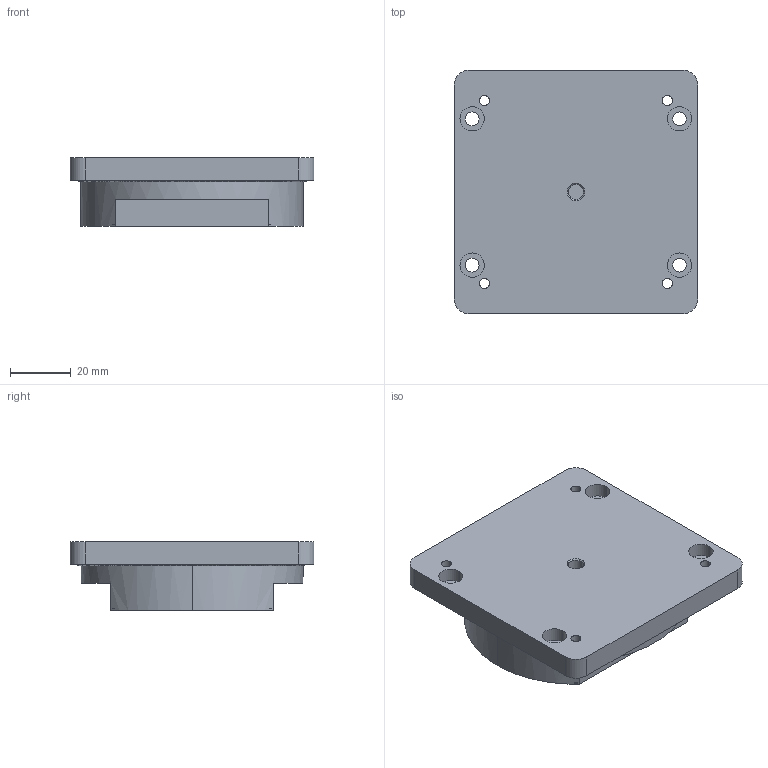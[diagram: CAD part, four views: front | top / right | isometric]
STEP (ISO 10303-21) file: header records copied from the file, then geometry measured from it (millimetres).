
FILE_DESCRIPTION (( 'STEP AP203' ), '1' );
FILE_NAME ('CSC2-CP-B.STEP', '2025-11-06T06:29:00', ( '' ), ( '' ), 'SwSTEP 2.0', 'SolidWorks 2020', '' );
FILE_SCHEMA (( 'CONFIG_CONTROL_DESIGN' ));
Length unit declared in the file: millimetre
Products named in the file (1): CSC2-CP-B
Bounding box: 79.9 x 80 x 22.6 mm (x, y, z)
Volume: 101935.8 mm3; surface area: 21360.6 mm2
Topology: 2 solids, 2 shells, 355 faces, 963 edges, 640 vertices
Faces by surface type: plane 231, bspline 82, cylinder 40, cone 2
Entity records: 15382 total; most frequent: CARTESIAN_POINT 6769, ORIENTED_EDGE 1926, DIRECTION 1449, EDGE_CURVE 963, VECTOR 713, LINE 713, VERTEX_POINT 640, EDGE_LOOP 401
